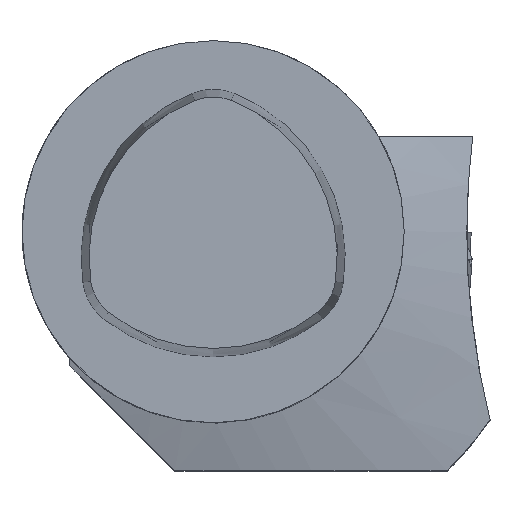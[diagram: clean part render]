
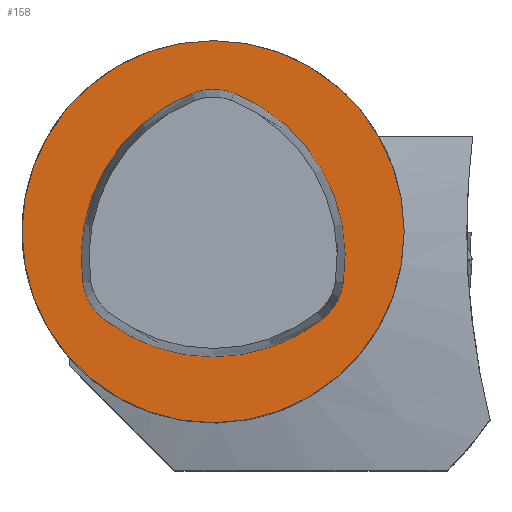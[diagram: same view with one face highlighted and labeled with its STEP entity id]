
A CAD part, top view. The second image highlights one B-rep face of the part: STEP entity #158.
In plain terms, the highlighted planar face has unit normal (0, 0, 1).
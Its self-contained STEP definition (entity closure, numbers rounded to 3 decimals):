
#73=CIRCLE('',#1829,20.);
#158=ADVANCED_FACE('',(#322),#249,.T.);
#249=PLANE('',#1840);
#322=FACE_OUTER_BOUND('',#423,.T.);
#423=EDGE_LOOP('',(#923));
#923=ORIENTED_EDGE('',*,*,#1548,.T.);
#1368=VERTEX_POINT('',#2661);
#1548=EDGE_CURVE('',#1368,#1368,#73,.T.);
#1829=AXIS2_PLACEMENT_3D('',#2660,#2084,#2085);
#1840=AXIS2_PLACEMENT_3D('',#2717,#2112,#2113);
#2084=DIRECTION('',(0.,0.,1.));
#2085=DIRECTION('',(-1.,0.,0.));
#2112=DIRECTION('',(0.,0.,1.));
#2113=DIRECTION('',(-1.,0.,0.));
#2660=CARTESIAN_POINT('',(0.,0.,0.));
#2661=CARTESIAN_POINT('',(-20.,0.,0.));
#2717=CARTESIAN_POINT('',(0.,0.,0.));
